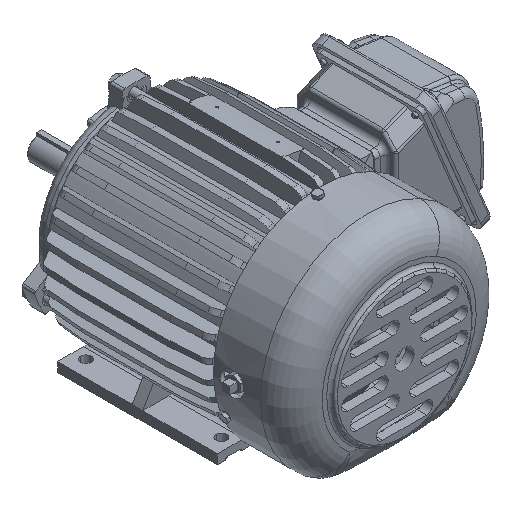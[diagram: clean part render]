
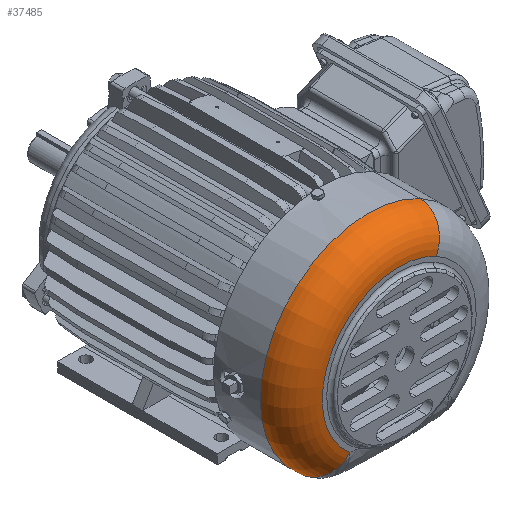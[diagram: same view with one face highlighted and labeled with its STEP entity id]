
A CAD part, isometric view. The second image highlights one B-rep face of the part: STEP entity #37485.
In plain terms, the highlighted toroidal (fillet/blend) face has major radius 72.25 mm and minor radius 29 mm.
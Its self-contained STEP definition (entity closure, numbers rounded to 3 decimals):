
#37440=CARTESIAN_POINT('Axis2P3D Location',(0.,-131.5,0.)) ;
#37445=CARTESIAN_POINT('Axis2P3D Location',(0.,-160.5,0.)) ;
#37449=CARTESIAN_POINT('Vertex',(-46.288,-160.5,-55.475)) ;
#37451=CARTESIAN_POINT('Vertex',(34.638,-160.5,63.405)) ;
#37454=CARTESIAN_POINT('Axis2P3D Location',(34.638,-131.5,63.405)) ;
#37458=CARTESIAN_POINT('Vertex',(48.542,-131.5,88.855)) ;
#37461=CARTESIAN_POINT('Axis2P3D Location',(0.,-131.5,0.)) ;
#37465=CARTESIAN_POINT('Vertex',(-64.868,-131.5,-77.742)) ;
#37469=CARTESIAN_POINT('Control Point',(-46.288,-160.5,-55.475)) ;
#37470=CARTESIAN_POINT('Control Point',(-49.446,-160.5,-59.259)) ;
#37471=CARTESIAN_POINT('Control Point',(-52.604,-159.453,-63.044)) ;
#37472=CARTESIAN_POINT('Control Point',(-55.571,-157.357,-66.6)) ;
#37473=CARTESIAN_POINT('Control Point',(-60.356,-151.791,-72.334)) ;
#37474=CARTESIAN_POINT('Control Point',(-63.419,-143.864,-76.005)) ;
#37475=CARTESIAN_POINT('Control Point',(-64.385,-139.863,-77.163)) ;
#37476=CARTESIAN_POINT('Control Point',(-64.868,-135.682,-77.742)) ;
#37477=CARTESIAN_POINT('Control Point',(-64.868,-131.5,-77.742)) ;
#37441=DIRECTION('Axis2P3D Direction',(0.,1.,0.)) ;
#37442=DIRECTION('Axis2P3D XDirection',(0.479,0.,0.878)) ;
#37446=DIRECTION('Axis2P3D Direction',(-0.,1.,0.)) ;
#37455=DIRECTION('Axis2P3D Direction',(-0.878,0.,0.479)) ;
#37462=DIRECTION('Axis2P3D Direction',(-0.,1.,0.)) ;
#37443=AXIS2_PLACEMENT_3D('Torus Axis2P3D',#37440,#37441,#37442) ;
#37447=AXIS2_PLACEMENT_3D('Circle Axis2P3D',#37445,#37446,$) ;
#37456=AXIS2_PLACEMENT_3D('Circle Axis2P3D',#37454,#37455,$) ;
#37463=AXIS2_PLACEMENT_3D('Circle Axis2P3D',#37461,#37462,$) ;
#37480=ORIENTED_EDGE('',*,*,#37453,.T.) ;
#37481=ORIENTED_EDGE('',*,*,#37460,.F.) ;
#37482=ORIENTED_EDGE('',*,*,#37467,.F.) ;
#37483=ORIENTED_EDGE('',*,*,#37478,.F.) ;
#37485=ADVANCED_FACE('AEUH8R#140TC-FSide.1\\31407C262.1\\PartBody',(#37484),#37444,.T.) ;
#37468=B_SPLINE_CURVE_WITH_KNOTS('',5,(#37469,#37470,#37471,#37472,#37473,#37474,#37475,#37476,#37477),.UNSPECIFIED.,.F.,.U.,(6,3,6),(0.,34.853,64.421),.UNSPECIFIED.) ;
#37448=CIRCLE('generated circle',#37447,72.25) ;
#37457=CIRCLE('generated circle',#37456,29.) ;
#37464=CIRCLE('generated circle',#37463,101.25) ;
#37444=TOROIDAL_SURFACE('homeo Torus',#37443,72.25,29.) ;
#37453=EDGE_CURVE('',#37450,#37452,#37448,.T.) ;
#37460=EDGE_CURVE('',#37459,#37452,#37457,.F.) ;
#37467=EDGE_CURVE('',#37466,#37459,#37464,.T.) ;
#37478=EDGE_CURVE('',#37450,#37466,#37468,.T.) ;
#37479=EDGE_LOOP('',(#37480,#37481,#37482,#37483)) ;
#37484=FACE_OUTER_BOUND('',#37479,.T.) ;
#37450=VERTEX_POINT('',#37449) ;
#37452=VERTEX_POINT('',#37451) ;
#37459=VERTEX_POINT('',#37458) ;
#37466=VERTEX_POINT('',#37465) ;
